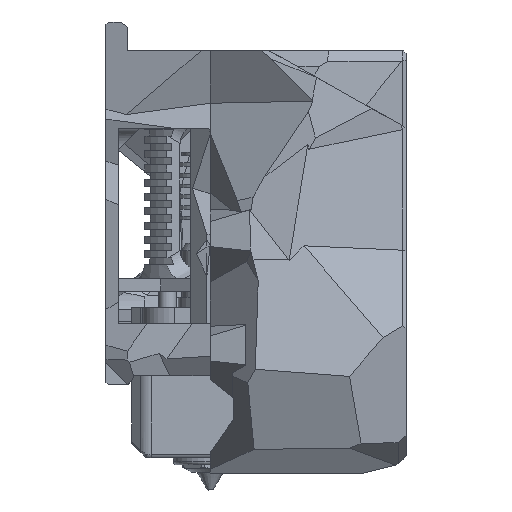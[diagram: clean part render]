
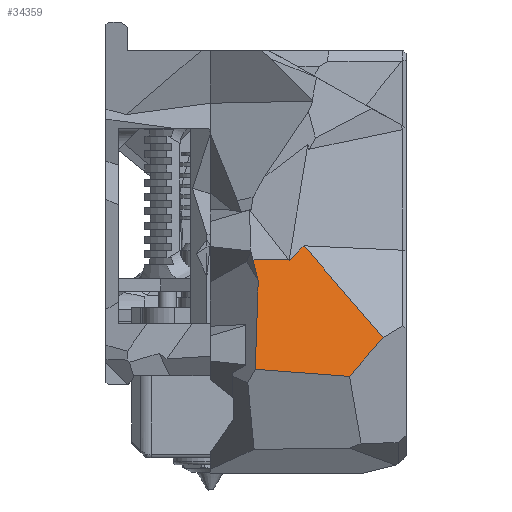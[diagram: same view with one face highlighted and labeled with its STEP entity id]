
A CAD part, left-side view. The second image highlights one B-rep face of the part: STEP entity #34359.
In plain terms, the highlighted planar face has unit normal (-0.966, 0, 0.261).
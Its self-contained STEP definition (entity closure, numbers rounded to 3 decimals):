
#3780=FACE_OUTER_BOUND('',#5640,.T.);
#5640=EDGE_LOOP('',(#23561,#23562,#23563,#23564,#23565,#23566,#23567,#23568));
#7764=LINE('',#52143,#10851);
#7808=LINE('',#56418,#10895);
#7813=LINE('',#56428,#10900);
#7814=LINE('',#56430,#10901);
#7815=LINE('',#56432,#10902);
#7816=LINE('',#56434,#10903);
#7817=LINE('',#56436,#10904);
#7818=LINE('',#56437,#10905);
#10851=VECTOR('',#39353,10.);
#10895=VECTOR('',#39443,10.);
#10900=VECTOR('',#39450,10.);
#10901=VECTOR('',#39451,10.);
#10902=VECTOR('',#39452,10.);
#10903=VECTOR('',#39453,10.);
#10904=VECTOR('',#39454,10.);
#10905=VECTOR('',#39455,10.);
#14088=VERTEX_POINT('',#52140);
#14089=VERTEX_POINT('',#52142);
#14220=VERTEX_POINT('',#56417);
#14224=VERTEX_POINT('',#56427);
#14225=VERTEX_POINT('',#56429);
#14226=VERTEX_POINT('',#56431);
#14227=VERTEX_POINT('',#56433);
#14228=VERTEX_POINT('',#56435);
#17738=EDGE_CURVE('',#14089,#14088,#7764,.T.);
#17894=EDGE_CURVE('',#14089,#14220,#7808,.T.);
#17899=EDGE_CURVE('',#14224,#14088,#7813,.T.);
#17900=EDGE_CURVE('',#14225,#14224,#7814,.T.);
#17901=EDGE_CURVE('',#14225,#14226,#7815,.F.);
#17902=EDGE_CURVE('',#14227,#14226,#7816,.T.);
#17903=EDGE_CURVE('',#14228,#14227,#7817,.T.);
#17904=EDGE_CURVE('',#14220,#14228,#7818,.T.);
#23561=ORIENTED_EDGE('',*,*,#17894,.F.);
#23562=ORIENTED_EDGE('',*,*,#17738,.T.);
#23563=ORIENTED_EDGE('',*,*,#17899,.F.);
#23564=ORIENTED_EDGE('',*,*,#17900,.F.);
#23565=ORIENTED_EDGE('',*,*,#17901,.T.);
#23566=ORIENTED_EDGE('',*,*,#17902,.F.);
#23567=ORIENTED_EDGE('',*,*,#17903,.F.);
#23568=ORIENTED_EDGE('',*,*,#17904,.F.);
#33271=PLANE('',#36382);
#34359=ADVANCED_FACE('',(#3780),#33271,.F.);
#36382=AXIS2_PLACEMENT_3D('',#56426,#39448,#39449);
#39353=DIRECTION('',(0.2,0.64,0.742));
#39443=DIRECTION('',(-0.2,0.64,-0.742));
#39448=DIRECTION('center_axis',(0.965,0.,
-0.261));
#39449=DIRECTION('ref_axis',(-0.261,0.,-0.965));
#39450=DIRECTION('',(0.185,-0.705,0.685));
#39451=DIRECTION('',(-0.21,-0.59,-0.779));
#39452=DIRECTION('',(0.,-1.,0.));
#39453=DIRECTION('',(0.254,0.23,0.94));
#39454=DIRECTION('',(0.26,-0.033,0.965));
#39455=DIRECTION('',(0.02,0.997,0.075));
#52140=CARTESIAN_POINT('',(-30.604,-13.131,34.17));
#52142=CARTESIAN_POINT('',(-34.062,-24.186,21.352));
#52143=CARTESIAN_POINT('',(-33.525,-22.468,23.344));
#56417=CARTESIAN_POINT('',(-35.534,-19.483,15.897));
#56418=CARTESIAN_POINT('',(-34.793,-21.852,18.645));
#56426=CARTESIAN_POINT('Origin',(-31.121,-27.5,32.254));
#56427=CARTESIAN_POINT('',(-31.151,-11.042,32.142));
#56428=CARTESIAN_POINT('',(-28.391,-21.577,42.369));
#56429=CARTESIAN_POINT('',(-31.121,-10.956,32.254));
#56430=CARTESIAN_POINT('',(-31.026,-10.692,32.604));
#56431=CARTESIAN_POINT('',(-31.121,-5.979,32.254));
#56432=CARTESIAN_POINT('',(-31.121,-27.5,32.254));
#56433=CARTESIAN_POINT('',(-31.929,-6.712,29.257));
#56434=CARTESIAN_POINT('',(-27.9,-3.061,44.189));
#56435=CARTESIAN_POINT('',(-35.265,-6.292,16.896));
#56436=CARTESIAN_POINT('',(-30.401,-6.905,34.919));
#56437=CARTESIAN_POINT('',(-35.564,-20.969,15.785));
